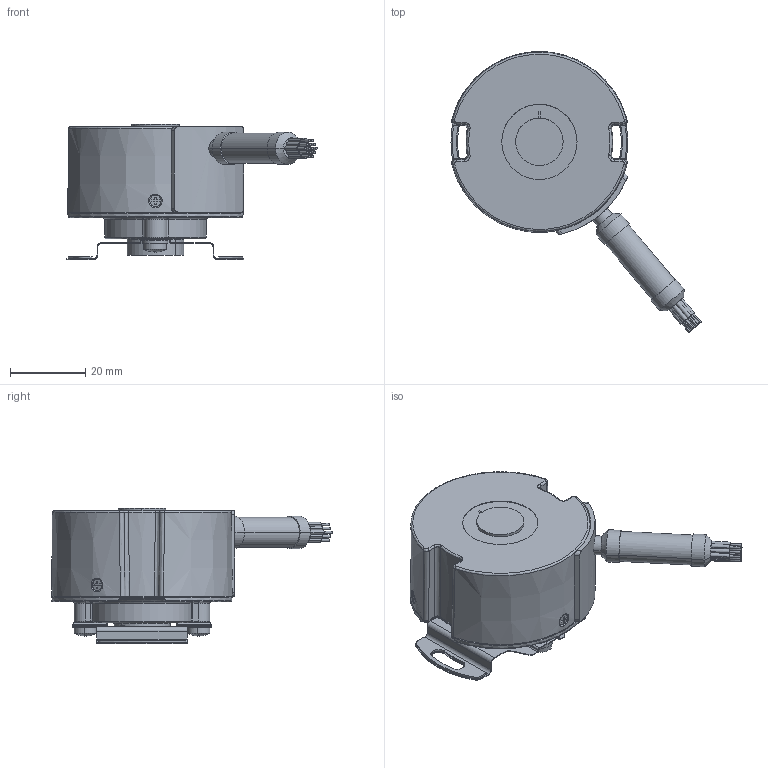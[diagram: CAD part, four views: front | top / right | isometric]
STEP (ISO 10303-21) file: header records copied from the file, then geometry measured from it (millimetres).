
FILE_DESCRIPTION(('CoCreate Modeling STEP Export'),'2;1');
FILE_NAME('48H2_PCD_40mm_coupling.stp','2023-08-16T16:39:54',(''),(''),'CoCreate Modeling STEP processor for AP203 (Solid Model)','CoCreate Modeling 17.0B 09-Oct-2010 (C) Parametric Technology GmbH','');
FILE_SCHEMA(('CONFIG_CONTROL_DESIGN'));
Length unit declared in the file: millimetre
Products named in the file (2): 48H2_PCD_40mm_coupling
Assembly tree (1 placements, depth 2):
  48H2_PCD_40mm_coupling
    48H2_PCD_40mm_coupling
Bounding box: 66.44 x 74.6 x 35.92 mm (x, y, z)
Volume: 46288.9 mm3; surface area: 14370.2 mm2
Topology: 1 solids, 6 shells, 598 faces, 1471 edges, 932 vertices
Faces by surface type: cylinder 235, plane 224, bspline 50, cone 46, torus 32, sphere 8, extrusion 3
Entity records: 24310 total; most frequent: CARTESIAN_POINT 10776, ORIENTED_EDGE 2934, DIRECTION 2566, EDGE_CURVE 1465, AXIS2_PLACEMENT_3D 970, VERTEX_POINT 932, EDGE_LOOP 669, VECTOR 626
